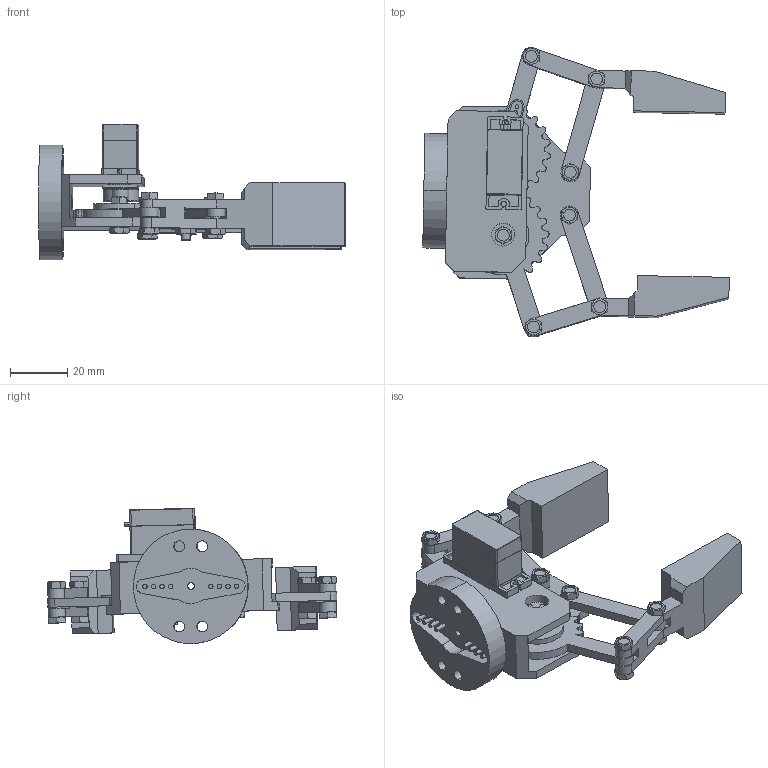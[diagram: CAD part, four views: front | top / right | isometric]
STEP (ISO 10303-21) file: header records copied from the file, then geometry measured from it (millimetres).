
FILE_DESCRIPTION (( 'STEP AP203' ), '1' );
FILE_NAME ('part 5 grabber_Default_sldprt.STEP', '2025-05-03T00:37:38', ( '' ), ( '' ), 'SwSTEP 2.0', 'SolidWorks 2022', '' );
FILE_SCHEMA (( 'CONFIG_CONTROL_DESIGN' ));
Length unit declared in the file: centimetre
Products named in the file (1): part 5 grabber_Default_sldprt
Bounding box: 107 x 101.11 x 47.28 mm (x, y, z)
Volume: 55691.4 mm3; surface area: 34443.7 mm2
Topology: 26 solids, 26 shells, 1237 faces, 3158 edges, 2001 vertices
Faces by surface type: cylinder 524, plane 411, cone 242, torus 36, bspline 20, sphere 4
Entity records: 38636 total; most frequent: CARTESIAN_POINT 8524, DIRECTION 6532, ORIENTED_EDGE 6304, EDGE_CURVE 3152, AXIS2_PLACEMENT_3D 2572, VERTEX_POINT 2001, LINE 1388, VECTOR 1388
